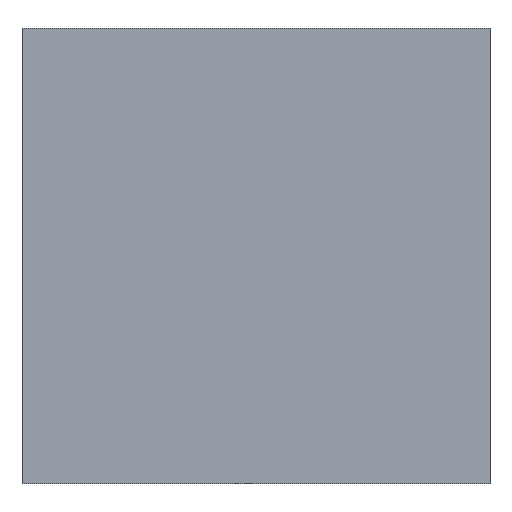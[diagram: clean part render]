
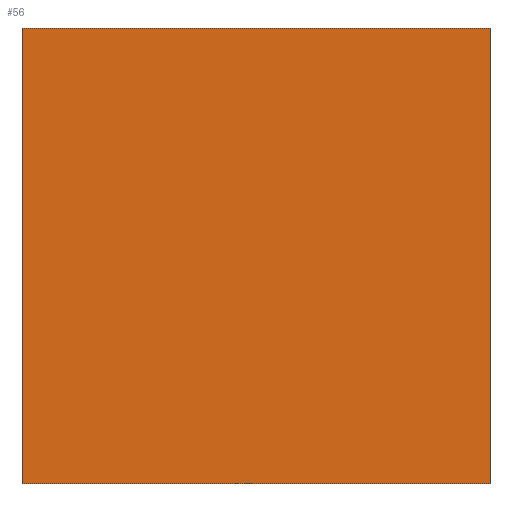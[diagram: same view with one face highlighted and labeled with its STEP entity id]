
A CAD part, left-side view. The second image highlights one B-rep face of the part: STEP entity #56.
In plain terms, the highlighted planar face has unit normal (-1, 0, 0).
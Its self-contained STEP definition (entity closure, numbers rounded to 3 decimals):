
#44 = CARTESIAN_POINT ( 'NONE',  ( -5., -5., 73. ) ) ;
#46 = VERTEX_POINT ( 'NONE', #338 ) ;
#56 = ADVANCED_FACE ( 'NONE', ( #158 ), #1196, .F. ) ;
#113 = EDGE_CURVE ( 'NONE', #46, #122, #883, .T. ) ;
#122 = VERTEX_POINT ( 'NONE', #472 ) ;
#158 = FACE_OUTER_BOUND ( 'NONE', #169, .T. ) ;
#168 = CARTESIAN_POINT ( 'NONE',  ( -5., 0., 73. ) ) ;
#169 = EDGE_LOOP ( 'NONE', ( #894, #1206, #1054, #181 ) ) ;
#172 = VECTOR ( 'NONE', #790, 1000. ) ;
#181 = ORIENTED_EDGE ( 'NONE', *, *, #1042, .T. ) ;
#199 = EDGE_CURVE ( 'NONE', #849, #122, #460, .T. ) ;
#206 = CARTESIAN_POINT ( 'NONE',  ( -5., 70., 70. ) ) ;
#220 = VERTEX_POINT ( 'NONE', #288 ) ;
#222 = DIRECTION ( 'NONE',  ( 0., 0., -1. ) ) ;
#259 = VECTOR ( 'NONE', #263, 1000. ) ;
#263 = DIRECTION ( 'NONE',  ( 0., -1., 0. ) ) ;
#288 = CARTESIAN_POINT ( 'NONE',  ( -5., 70., 73. ) ) ;
#338 = CARTESIAN_POINT ( 'NONE',  ( -5., 70., 0. ) ) ;
#440 = CARTESIAN_POINT ( 'NONE',  ( -5., 0., 70. ) ) ;
#460 = LINE ( 'NONE', #1327, #172 ) ;
#472 = CARTESIAN_POINT ( 'NONE',  ( -5., -5., 0. ) ) ;
#497 = LINE ( 'NONE', #168, #632 ) ;
#521 = AXIS2_PLACEMENT_3D ( 'NONE', #440, #1111, #1301 ) ;
#632 = VECTOR ( 'NONE', #709, 1000. ) ;
#709 = DIRECTION ( 'NONE',  ( 0., -1., 0. ) ) ;
#790 = DIRECTION ( 'NONE',  ( 0., 0., -1. ) ) ;
#849 = VERTEX_POINT ( 'NONE', #44 ) ;
#883 = LINE ( 'NONE', #1210, #259 ) ;
#894 = ORIENTED_EDGE ( 'NONE', *, *, #113, .T. ) ;
#1042 = EDGE_CURVE ( 'NONE', #220, #46, #1160, .T. ) ;
#1054 = ORIENTED_EDGE ( 'NONE', *, *, #1308, .F. ) ;
#1101 = VECTOR ( 'NONE', #222, 1000. ) ;
#1111 = DIRECTION ( 'NONE',  ( 1., 0., 0. ) ) ;
#1160 = LINE ( 'NONE', #206, #1101 ) ;
#1196 = PLANE ( 'NONE',  #521 ) ;
#1206 = ORIENTED_EDGE ( 'NONE', *, *, #199, .F. ) ;
#1210 = CARTESIAN_POINT ( 'NONE',  ( -5., 0., 0. ) ) ;
#1301 = DIRECTION ( 'NONE',  ( 0., 0., -1. ) ) ;
#1308 = EDGE_CURVE ( 'NONE', #220, #849, #497, .T. ) ;
#1327 = CARTESIAN_POINT ( 'NONE',  ( -5., -5., 0. ) ) ;
